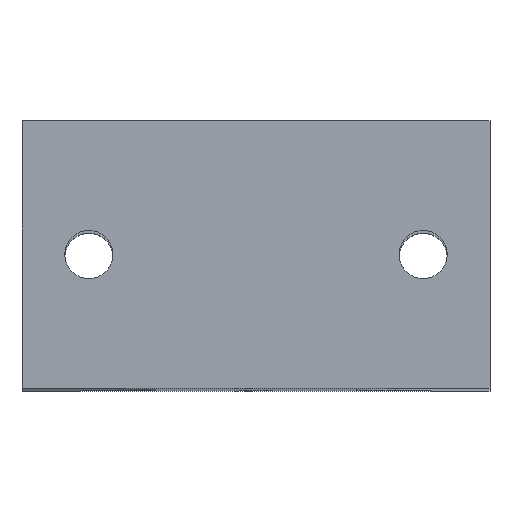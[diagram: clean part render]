
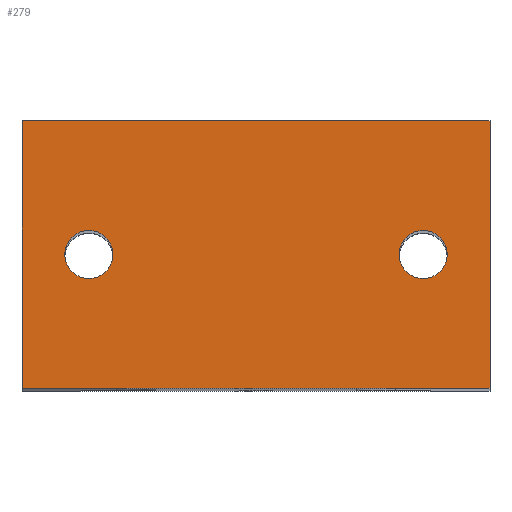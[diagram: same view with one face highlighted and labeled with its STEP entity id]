
A CAD part, top view. The second image highlights one B-rep face of the part: STEP entity #279.
In plain terms, the highlighted planar face has unit normal (0, 0, 1).
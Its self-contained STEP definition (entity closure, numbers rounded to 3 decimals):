
#2 = VECTOR ( 'NONE', #349, 1000. ) ;
#27 = LINE ( 'NONE', #772, #1477 ) ;
#30 = VECTOR ( 'NONE', #150, 1000. ) ;
#41 = DIRECTION ( 'NONE',  ( -1., 0., 0. ) ) ;
#150 = DIRECTION ( 'NONE',  ( 0., 1., 0. ) ) ;
#181 = AXIS2_PLACEMENT_3D ( 'NONE', #369, #645, #659 ) ;
#279 = ADVANCED_FACE ( 'NONE', ( #1377, #1046, #1703 ), #1202, .F. ) ;
#302 = CARTESIAN_POINT ( 'NONE',  ( -14.3, 10., 0. ) ) ;
#314 = VERTEX_POINT ( 'NONE', #951 ) ;
#330 = VERTEX_POINT ( 'NONE', #686 ) ;
#349 = DIRECTION ( 'NONE',  ( -1., 0., 0. ) ) ;
#359 = ORIENTED_EDGE ( 'NONE', *, *, #495, .T. ) ;
#369 = CARTESIAN_POINT ( 'NONE',  ( 12.5, 10., 0. ) ) ;
#409 = VERTEX_POINT ( 'NONE', #710 ) ;
#487 = CARTESIAN_POINT ( 'NONE',  ( 14.3, 10., 0. ) ) ;
#495 = EDGE_CURVE ( 'NONE', #409, #877, #1686, .T. ) ;
#519 = VERTEX_POINT ( 'NONE', #302 ) ;
#545 = AXIS2_PLACEMENT_3D ( 'NONE', #1504, #730, #41 ) ;
#590 = CIRCLE ( 'NONE', #1022, 1.8 ) ;
#601 = DIRECTION ( 'NONE',  ( 0., 0., -1. ) ) ;
#645 = DIRECTION ( 'NONE',  ( 0., 0., -1. ) ) ;
#647 = DIRECTION ( 'NONE',  ( -1., 0., 0. ) ) ;
#656 = CARTESIAN_POINT ( 'NONE',  ( 7.5, 20., 0. ) ) ;
#659 = DIRECTION ( 'NONE',  ( -1., 0., 0. ) ) ;
#673 = DIRECTION ( 'NONE',  ( -1., 0., 0. ) ) ;
#674 = VERTEX_POINT ( 'NONE', #487 ) ;
#686 = CARTESIAN_POINT ( 'NONE',  ( 10.7, 10., 0. ) ) ;
#710 = CARTESIAN_POINT ( 'NONE',  ( 17.5, 0., 0. ) ) ;
#730 = DIRECTION ( 'NONE',  ( 0., 0., -1. ) ) ;
#750 = EDGE_CURVE ( 'NONE', #674, #330, #1348, .T. ) ;
#772 = CARTESIAN_POINT ( 'NONE',  ( -17.5, 20., 0. ) ) ;
#841 = AXIS2_PLACEMENT_3D ( 'NONE', #1643, #1617, #647 ) ;
#848 = EDGE_LOOP ( 'NONE', ( #1364, #1383, #1577, #359 ) ) ;
#877 = VERTEX_POINT ( 'NONE', #962 ) ;
#881 = ORIENTED_EDGE ( 'NONE', *, *, #1403, .T. ) ;
#914 = EDGE_CURVE ( 'NONE', #519, #1502, #1237, .T. ) ;
#951 = CARTESIAN_POINT ( 'NONE',  ( -17.5, 20., 0. ) ) ;
#956 = CIRCLE ( 'NONE', #545, 1.8 ) ;
#960 = AXIS2_PLACEMENT_3D ( 'NONE', #1099, #1381, #673 ) ;
#962 = CARTESIAN_POINT ( 'NONE',  ( 17.5, 20., 0. ) ) ;
#973 = ORIENTED_EDGE ( 'NONE', *, *, #914, .T. ) ;
#1003 = CARTESIAN_POINT ( 'NONE',  ( -17.5, 0., 0. ) ) ;
#1004 = DIRECTION ( 'NONE',  ( -1., 0., 0. ) ) ;
#1022 = AXIS2_PLACEMENT_3D ( 'NONE', #1313, #601, #1004 ) ;
#1037 = LINE ( 'NONE', #1775, #2 ) ;
#1046 = FACE_BOUND ( 'NONE', #1346, .T. ) ;
#1085 = VECTOR ( 'NONE', #1800, 1000. ) ;
#1099 = CARTESIAN_POINT ( 'NONE',  ( -12.5, 10., 0. ) ) ;
#1101 = VERTEX_POINT ( 'NONE', #1003 ) ;
#1202 = PLANE ( 'NONE',  #841 ) ;
#1237 = CIRCLE ( 'NONE', #960, 1.8 ) ;
#1259 = ORIENTED_EDGE ( 'NONE', *, *, #1651, .T. ) ;
#1293 = EDGE_CURVE ( 'NONE', #409, #1101, #1037, .T. ) ;
#1313 = CARTESIAN_POINT ( 'NONE',  ( -12.5, 10., 0. ) ) ;
#1324 = DIRECTION ( 'NONE',  ( 0., -1., 0. ) ) ;
#1338 = EDGE_CURVE ( 'NONE', #314, #1101, #27, .T. ) ;
#1346 = EDGE_LOOP ( 'NONE', ( #973, #1259 ) ) ;
#1348 = CIRCLE ( 'NONE', #181, 1.8 ) ;
#1364 = ORIENTED_EDGE ( 'NONE', *, *, #1545, .T. ) ;
#1372 = LINE ( 'NONE', #656, #1085 ) ;
#1377 = FACE_BOUND ( 'NONE', #1719, .T. ) ;
#1381 = DIRECTION ( 'NONE',  ( 0., 0., -1. ) ) ;
#1383 = ORIENTED_EDGE ( 'NONE', *, *, #1338, .T. ) ;
#1403 = EDGE_CURVE ( 'NONE', #330, #674, #956, .T. ) ;
#1413 = CARTESIAN_POINT ( 'NONE',  ( 17.5, 20., 0. ) ) ;
#1477 = VECTOR ( 'NONE', #1324, 1000. ) ;
#1502 = VERTEX_POINT ( 'NONE', #1759 ) ;
#1504 = CARTESIAN_POINT ( 'NONE',  ( 12.5, 10., 0. ) ) ;
#1545 = EDGE_CURVE ( 'NONE', #877, #314, #1372, .T. ) ;
#1577 = ORIENTED_EDGE ( 'NONE', *, *, #1293, .F. ) ;
#1617 = DIRECTION ( 'NONE',  ( 0., 0., -1. ) ) ;
#1643 = CARTESIAN_POINT ( 'NONE',  ( 7.5, 0., 0. ) ) ;
#1651 = EDGE_CURVE ( 'NONE', #1502, #519, #590, .T. ) ;
#1686 = LINE ( 'NONE', #1413, #30 ) ;
#1703 = FACE_OUTER_BOUND ( 'NONE', #848, .T. ) ;
#1719 = EDGE_LOOP ( 'NONE', ( #881, #1810 ) ) ;
#1759 = CARTESIAN_POINT ( 'NONE',  ( -10.7, 10., 0. ) ) ;
#1775 = CARTESIAN_POINT ( 'NONE',  ( 7.5, 0., 0. ) ) ;
#1800 = DIRECTION ( 'NONE',  ( -1., 0., 0. ) ) ;
#1810 = ORIENTED_EDGE ( 'NONE', *, *, #750, .T. ) ;
